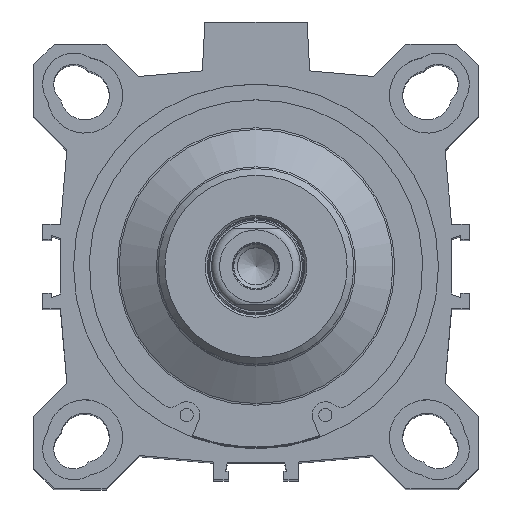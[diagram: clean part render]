
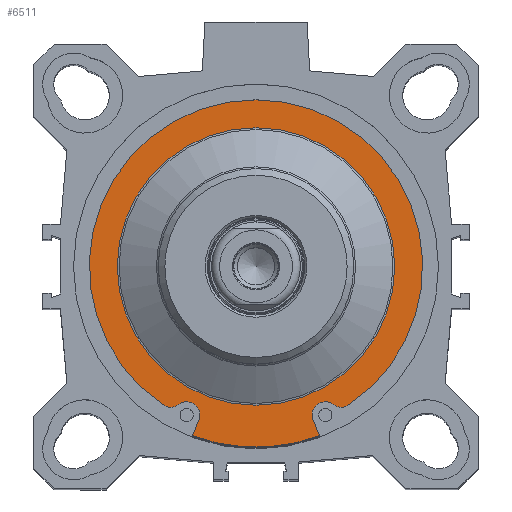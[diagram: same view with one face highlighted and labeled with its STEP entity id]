
A CAD part, top view. The second image highlights one B-rep face of the part: STEP entity #6511.
In plain terms, the highlighted planar face has unit normal (0, 0, 1).
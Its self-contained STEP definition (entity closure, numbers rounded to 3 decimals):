
#5724=CARTESIAN_POINT('',(-20.88,-31.149,89.65));
#5725=VERTEX_POINT('',#5724);
#5732=CARTESIAN_POINT('',(20.88,-31.149,89.65));
#5733=VERTEX_POINT('',#5732);
#5734=CARTESIAN_POINT('',(0.,0.,89.65));
#5735=DIRECTION('',(0.0,0.0,1.0));
#5736=DIRECTION('',(-0.557,0.831,0.0));
#5737=AXIS2_PLACEMENT_3D('',#5734,#5735,#5736);
#5738=CIRCLE('',#5737,37.5);
#5739=EDGE_CURVE('',#5733,#5725,#5738,.T.);
#5764=CARTESIAN_POINT('',(-17.404,-31.053,89.65));
#5765=VERTEX_POINT('',#5764);
#5772=CARTESIAN_POINT('',(-19.21,-28.657,89.65));
#5773=DIRECTION('',(0.0,0.0,1.0));
#5774=DIRECTION('',(0.557,0.831,0.0));
#5775=AXIS2_PLACEMENT_3D('',#5772,#5773,#5774);
#5776=CIRCLE('',#5775,3.0);
#5777=EDGE_CURVE('',#5725,#5765,#5776,.T.);
#5797=CARTESIAN_POINT('',(-12.856,-34.664,89.65));
#5798=VERTEX_POINT('',#5797);
#5805=CARTESIAN_POINT('',(-15.599,-33.449,89.65));
#5806=DIRECTION('',(0.0,0.0,-1.0));
#5807=DIRECTION('',(0.914,-0.405,0.0));
#5808=AXIS2_PLACEMENT_3D('',#5805,#5806,#5807);
#5809=CIRCLE('',#5808,3.0);
#5810=EDGE_CURVE('',#5765,#5798,#5809,.T.);
#5837=CARTESIAN_POINT('',(-14.349,-38.033,89.65));
#5838=VERTEX_POINT('',#5837);
#5845=CARTESIAN_POINT('',(-12.856,-34.664,89.65));
#5846=DIRECTION('',(-0.405,-0.914,0.0));
#5847=VECTOR('',#5846,3.685);
#5848=LINE('',#5845,#5847);
#5849=EDGE_CURVE('',#5798,#5838,#5848,.T.);
#5901=CARTESIAN_POINT('',(12.856,-34.664,89.65));
#5902=VERTEX_POINT('',#5901);
#5909=CARTESIAN_POINT('',(14.349,-38.033,89.65));
#5910=VERTEX_POINT('',#5909);
#5911=CARTESIAN_POINT('',(14.349,-38.033,89.65));
#5912=DIRECTION('',(-0.405,0.914,0.0));
#5913=VECTOR('',#5912,3.685);
#5914=LINE('',#5911,#5913);
#5915=EDGE_CURVE('',#5910,#5902,#5914,.T.);
#5941=CARTESIAN_POINT('',(17.404,-31.053,89.65));
#5942=VERTEX_POINT('',#5941);
#5949=CARTESIAN_POINT('',(15.599,-33.449,89.65));
#5950=DIRECTION('',(0.0,0.0,-1.0));
#5951=DIRECTION('',(0.602,0.799,0.0));
#5952=AXIS2_PLACEMENT_3D('',#5949,#5950,#5951);
#5953=CIRCLE('',#5952,3.0);
#5954=EDGE_CURVE('',#5902,#5942,#5953,.T.);
#5973=CARTESIAN_POINT('',(19.21,-28.657,89.65));
#5974=DIRECTION('',(0.0,0.0,1.0));
#5975=DIRECTION('',(0.602,0.799,0.0));
#5976=AXIS2_PLACEMENT_3D('',#5973,#5974,#5975);
#5977=CIRCLE('',#5976,3.0);
#5978=EDGE_CURVE('',#5942,#5733,#5977,.T.);
#6455=CARTESIAN_POINT('',(0.,0.,89.65));
#6456=DIRECTION('',(0.0,0.0,-1.0));
#6457=DIRECTION('',(-1.0,0.0,0.0));
#6458=AXIS2_PLACEMENT_3D('',#6455,#6456,#6457);
#6459=CIRCLE('',#6458,40.65);
#6460=EDGE_CURVE('',#5910,#5838,#6459,.T.);
#6485=CARTESIAN_POINT('',(36.032,0.,89.65));
#6486=DIRECTION('',(0.0,0.0,1.0));
#6487=DIRECTION('',(1.0,0.0,0.0));
#6488=AXIS2_PLACEMENT_3D('',#6485,#6486,#6487);
#6489=PLANE('',#6488);
#6490=ORIENTED_EDGE('',*,*,#5849,.T.);
#6491=ORIENTED_EDGE('',*,*,#6460,.F.);
#6492=ORIENTED_EDGE('',*,*,#5915,.T.);
#6493=ORIENTED_EDGE('',*,*,#5954,.T.);
#6494=ORIENTED_EDGE('',*,*,#5978,.T.);
#6495=ORIENTED_EDGE('',*,*,#5739,.T.);
#6496=ORIENTED_EDGE('',*,*,#5777,.T.);
#6497=ORIENTED_EDGE('',*,*,#5810,.T.);
#6498=EDGE_LOOP('',(#6490,#6491,#6492,#6493,#6494,#6495,#6496,#6497));
#6499=FACE_OUTER_BOUND('',#6498,.T.);
#6500=CARTESIAN_POINT('',(31.214,0.,89.65));
#6501=VERTEX_POINT('',#6500);
#6502=CARTESIAN_POINT('',(0.,0.,89.65));
#6503=DIRECTION('',(0.0,0.0,1.0));
#6504=DIRECTION('',(1.0,0.0,0.0));
#6505=AXIS2_PLACEMENT_3D('',#6502,#6503,#6504);
#6506=CIRCLE('',#6505,31.214);
#6507=EDGE_CURVE('',#6501,#6501,#6506,.T.);
#6508=ORIENTED_EDGE('',*,*,#6507,.F.);
#6509=EDGE_LOOP('',(#6508));
#6510=FACE_BOUND('',#6509,.T.);
#6511=ADVANCED_FACE('',(#6499,#6510),#6489,.T.);
